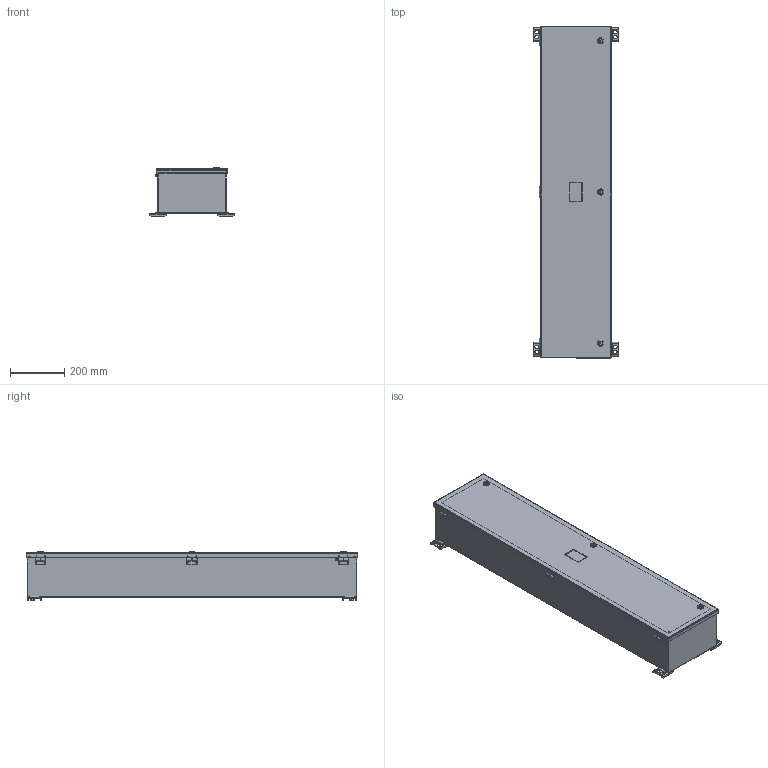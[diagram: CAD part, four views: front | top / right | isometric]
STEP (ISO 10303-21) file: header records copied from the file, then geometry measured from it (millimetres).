
FILE_DESCRIPTION( ( 'Unknown' ), '1' );
FILE_NAME( 'FT4204-FT4404-FT4604.stp', 'Unknown', ( 'Unknown' ), ( 'Unknown' ), 'PSStep 16.0.42', 'Unknown', ' ' );
FILE_SCHEMA( ( 'AUTOMOTIVE_DESIGN { 1 0 10303 214 1 1 1 1 }' ) );
Length unit declared in the file: millimetre
Products named in the file (36): LOCK AVEC TOURNEVIS TYPE 4-12 SANS CAME-oa8; HOSING-oa0; INSERT POUR TOURNEVIS-oa1; NOIX DE FIXATION-oa2; Oring-oa3; Oring-oa4; SEAL BLANC-oa5; STOPPER DESSOUS-oa6; VIS DE RETENUE DE LA CAME-oa7; 0.375 DIA; CAOUTCHOUC; METAL; A16RS; CAME RS; PATTE-RD; PATTE R; FW_0.3750; 3-8-16 x .750; HN_0.3750; PATTE-R; FT424446_16GA_COUVERCLE; FT424446C_16GA; FT424446_GASKET; 10-32 x 0.500 AC_CD 201-008-772; Penture S Inox - Matritech - GAUCHE_porte; FT424446-MONO_16GA_BOITIER; FT424446B-MONO_16GA; 0.250-20 x 0.500.SS_CKL 118-504-201; Penture S Inox - Matritech - GAUCHE_boitier; Assem1; FW_0.2500; HN_0.2500; FT424446P_14GA; SEAL ROUGE; 10-32 x 0.312-FENTE-carré; BEL 33
Assembly tree (60 placements, depth 5):
  Assem1
    FW_0.2500  x4
    HN_0.2500  x4
    FT424446P_14GA
    SEAL ROUGE
    10-32 x 0.312-FENTE-carré
    BEL 33  x4
    FT424446-MONO_16GA_BOITIER
      FT424446B-MONO_16GA
      0.250-20 x 0.500.SS_CKL 118-504-201  x4
      Penture S Inox - Matritech - GAUCHE_boitier  x3
      PATTE-R  x2
        PATTE R
        FW_0.3750
        3-8-16 x .750
        HN_0.3750
        0.375 DIA
          CAOUTCHOUC
          METAL
      PATTE-RD  x2
        PATTE R
        FW_0.3750
        3-8-16 x .750
        HN_0.3750
        0.375 DIA
          CAOUTCHOUC
          METAL
    FT424446_16GA_COUVERCLE
      FT424446C_16GA
      FT424446_GASKET
      10-32 x 0.500 AC_CD 201-008-772
      Penture S Inox - Matritech - GAUCHE_porte  x3
      A16RS  x3
        CAME RS
        LOCK AVEC TOURNEVIS TYPE 4-12 SANS CAME-oa8
          HOSING-oa0
          INSERT POUR TOURNEVIS-oa1
          NOIX DE FIXATION-oa2
          Oring-oa3
          Oring-oa4
          SEAL BLANC-oa5
          STOPPER DESSOUS-oa6
          VIS DE RETENUE DE LA CAME-oa7
Bounding box: 311.56 x 1226.82 x 180.97 mm (x, y, z)
Volume: 2760680.6 mm3; surface area: 3090162.1 mm2
Topology: 80 solids, 80 shells, 3015 faces, 7436 edges, 4775 vertices
Faces by surface type: plane 1746, cylinder 608, bspline 314, extrusion 140, cone 121, torus 75, sphere 11
Full cylindrical faces by diameter (mm): 0.346 x2, 0.508 x1, 0.794 x4, 3.023 x5, 3.162 x12, 3.175 x17, 3.302 x12, 4.293 x1, 4.394 x2, 4.775 x3, 4.801 x1, 4.826 x2, 5.105 x2, 5.563 x4, 5.994 x8, 6.096 x6, 6.35 x12, 6.502 x1, 6.985 x3, 7.137 x4, 7.925 x8, 8.23 x4, 9.017 x4, 9.525 x14, 9.881 x3, 9.906 x4, 10.084 x3, 10.312 x4, 10.541 x4, 11.176 x3
Entity records: 92870 total; most frequent: CARTESIAN_POINT 46279, ORIENTED_EDGE 7144, DIRECTION 5773, EDGE_CURVE 3572, VERTEX_POINT 2395, EDGE_LOOP 2007, AXIS2_PLACEMENT_3D 1968, VECTOR 1837
